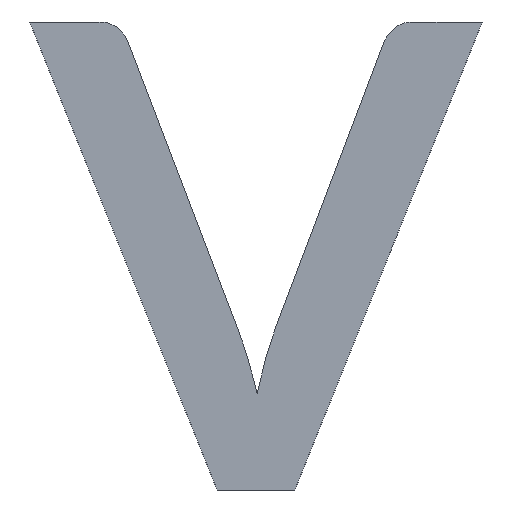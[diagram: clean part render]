
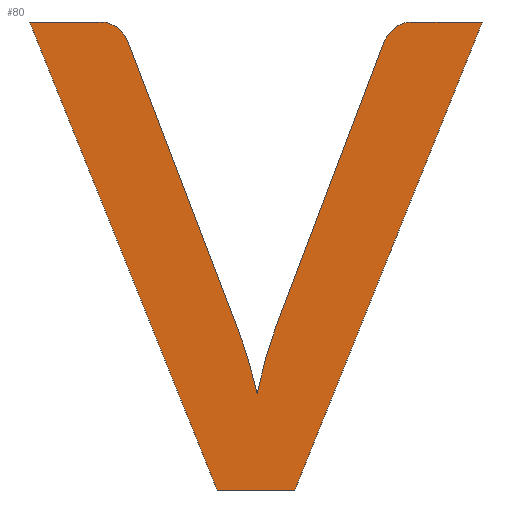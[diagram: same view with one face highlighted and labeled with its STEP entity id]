
A CAD part, front view. The second image highlights one B-rep face of the part: STEP entity #80.
In plain terms, the highlighted planar face has unit normal (0, -1, 0).
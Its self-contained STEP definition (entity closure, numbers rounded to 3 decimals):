
#12=ELLIPSE('',#89,0.386,0.07);
#13=CIRCLE('',#87,0.067);
#14=CIRCLE('',#88,0.075);
#15=CIRCLE('',#90,0.08);
#16=CIRCLE('',#91,0.067);
#17=ORIENTED_EDGE('',*,*,#31,.F.);
#18=ORIENTED_EDGE('',*,*,#32,.F.);
#19=ORIENTED_EDGE('',*,*,#33,.F.);
#20=ORIENTED_EDGE('',*,*,#34,.F.);
#21=ORIENTED_EDGE('',*,*,#35,.F.);
#22=ORIENTED_EDGE('',*,*,#36,.F.);
#23=ORIENTED_EDGE('',*,*,#37,.F.);
#24=ORIENTED_EDGE('',*,*,#38,.T.);
#25=ORIENTED_EDGE('',*,*,#39,.F.);
#26=ORIENTED_EDGE('',*,*,#40,.F.);
#27=ORIENTED_EDGE('',*,*,#41,.F.);
#28=ORIENTED_EDGE('',*,*,#42,.F.);
#29=ORIENTED_EDGE('',*,*,#43,.F.);
#30=ORIENTED_EDGE('',*,*,#44,.F.);
#31=EDGE_CURVE('',#45,#46,#59,.T.);
#32=EDGE_CURVE('',#47,#45,#60,.T.);
#33=EDGE_CURVE('',#48,#47,#13,.T.);
#34=EDGE_CURVE('',#49,#48,#14,.T.);
#35=EDGE_CURVE('',#50,#49,#61,.T.);
#36=EDGE_CURVE('',#51,#50,#62,.T.);
#37=EDGE_CURVE('',#52,#51,#63,.T.);
#38=EDGE_CURVE('',#52,#53,#12,.T.);
#39=EDGE_CURVE('',#54,#53,#64,.T.);
#40=EDGE_CURVE('',#55,#54,#15,.T.);
#41=EDGE_CURVE('',#56,#55,#16,.T.);
#42=EDGE_CURVE('',#57,#56,#65,.T.);
#43=EDGE_CURVE('',#58,#57,#66,.T.);
#44=EDGE_CURVE('',#46,#58,#67,.T.);
#45=VERTEX_POINT('',#118);
#46=VERTEX_POINT('',#119);
#47=VERTEX_POINT('',#121);
#48=VERTEX_POINT('',#123);
#49=VERTEX_POINT('',#125);
#50=VERTEX_POINT('',#127);
#51=VERTEX_POINT('',#129);
#52=VERTEX_POINT('',#131);
#53=VERTEX_POINT('',#133);
#54=VERTEX_POINT('',#135);
#55=VERTEX_POINT('',#137);
#56=VERTEX_POINT('',#139);
#57=VERTEX_POINT('',#141);
#58=VERTEX_POINT('',#143);
#59=LINE('',#117,#68);
#60=LINE('',#120,#69);
#61=LINE('',#126,#70);
#62=LINE('',#128,#71);
#63=LINE('',#130,#72);
#64=LINE('',#134,#73);
#65=LINE('',#140,#74);
#66=LINE('',#142,#75);
#67=LINE('',#144,#76);
#68=VECTOR('',#96,1000.);
#69=VECTOR('',#97,1000.);
#70=VECTOR('',#102,1000.);
#71=VECTOR('',#103,1000.);
#72=VECTOR('',#104,1000.);
#73=VECTOR('',#107,1000.);
#74=VECTOR('',#112,1000.);
#75=VECTOR('',#113,1000.);
#76=VECTOR('',#114,1000.);
#77=EDGE_LOOP('',(#17,#18,#19,#20,#21,#22,#23,#24,#25,#26,#27,#28,#29,#30));
#78=FACE_BOUND('',#77,.T.);
#79=PLANE('',#86);
#80=ADVANCED_FACE('',(#78),#79,.T.);
#86=AXIS2_PLACEMENT_3D('',#116,#94,#95);
#87=AXIS2_PLACEMENT_3D('',#122,#98,#99);
#88=AXIS2_PLACEMENT_3D('',#124,#100,#101);
#89=AXIS2_PLACEMENT_3D('',#132,#105,#106);
#90=AXIS2_PLACEMENT_3D('',#136,#108,#109);
#91=AXIS2_PLACEMENT_3D('',#138,#110,#111);
#94=DIRECTION('',(0.,-1.,0.));
#95=DIRECTION('',(1.,0.,0.));
#96=DIRECTION('',(-0.372,0.,-0.928));
#97=DIRECTION('',(1.,0.,0.));
#98=DIRECTION('',(0.,1.,0.));
#99=DIRECTION('',(-0.632,0.,0.775));
#100=DIRECTION('',(0.,1.,0.));
#101=DIRECTION('',(-0.932,0.,0.362));
#102=DIRECTION('',(0.355,0.,0.935));
#103=DIRECTION('',(0.31,0.,0.951));
#104=DIRECTION('',(0.233,0.,0.972));
#105=DIRECTION('',(0.,-1.,0.));
#106=DIRECTION('',(0.177,0.,-0.984));
#107=DIRECTION('',(0.357,0.,-0.934));
#108=DIRECTION('',(0.,1.,0.));
#109=DIRECTION('',(0.611,0.,0.792));
#110=DIRECTION('',(0.,1.,0.));
#111=DIRECTION('',(-0.046,0.,0.999));
#112=DIRECTION('',(1.,0.,0.));
#113=DIRECTION('',(-0.372,0.,0.928));
#114=DIRECTION('',(-1.,0.,0.));
#116=CARTESIAN_POINT('',(1.075,0.,1.12));
#117=CARTESIAN_POINT('',(1.075,0.,1.12));
#118=CARTESIAN_POINT('',(1.075,0.,1.12));
#119=CARTESIAN_POINT('',(0.627,0.,0.));
#120=CARTESIAN_POINT('',(0.909,0.,1.12));
#121=CARTESIAN_POINT('',(0.909,0.,1.12));
#122=CARTESIAN_POINT('',(0.907,0.,1.053));
#123=CARTESIAN_POINT('',(0.865,0.,1.105));
#124=CARTESIAN_POINT('',(0.91,0.,1.045));
#125=CARTESIAN_POINT('',(0.84,0.,1.073));
#126=CARTESIAN_POINT('',(0.58,0.,0.388));
#127=CARTESIAN_POINT('',(0.58,0.,0.388));
#128=CARTESIAN_POINT('',(0.568,0.,0.351));
#129=CARTESIAN_POINT('',(0.556,0.,0.315));
#130=CARTESIAN_POINT('',(0.546,0.,0.273));
#131=CARTESIAN_POINT('',(0.536,0.,0.231));
#132=CARTESIAN_POINT('',(0.492,0.,0.1));
#133=CARTESIAN_POINT('',(0.489,0.,0.388));
#134=CARTESIAN_POINT('',(0.227,0.,1.073));
#135=CARTESIAN_POINT('',(0.227,0.,1.073));
#136=CARTESIAN_POINT('',(0.152,0.,1.044));
#137=CARTESIAN_POINT('',(0.201,0.,1.107));
#138=CARTESIAN_POINT('',(0.161,0.,1.053));
#139=CARTESIAN_POINT('',(0.158,0.,1.12));
#140=CARTESIAN_POINT('',(-0.009,0.,1.12));
#141=CARTESIAN_POINT('',(-0.009,0.,1.12));
#142=CARTESIAN_POINT('',(0.44,0.,0.));
#143=CARTESIAN_POINT('',(0.44,0.,0.));
#144=CARTESIAN_POINT('',(0.627,0.,0.));
